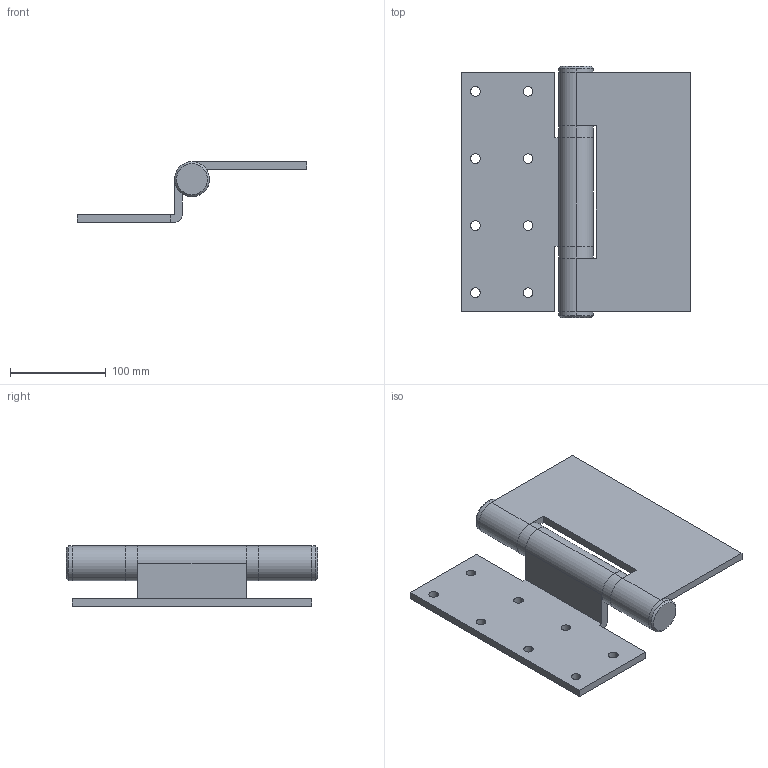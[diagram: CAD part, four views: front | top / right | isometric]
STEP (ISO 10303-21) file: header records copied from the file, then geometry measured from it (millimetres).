
FILE_DESCRIPTION (( 'STEP AP203' ), '1' );
FILE_NAME ('B-1328-1.STEP', '2008-12-26T07:22:23', ( ' ' ), ( ' ' ), 'SwSTEP 2.0', 'SolidWorks 2007', '' );
FILE_SCHEMA (( 'CONFIG_CONTROL_DESIGN' ));
Length unit declared in the file: millimetre
Products named in the file (5): B-1328-1僸儞僕A__棉太倌; B-1328-1僸儞僕B__棉太倌; B-1328-1; B-1328-1幉__棉太倌; B-1328-1僇儔乕__棉太倌
Assembly tree (5 placements, depth 2):
  B-1328-1
    B-1328-1僇儔乕__棉太倌  x2
    B-1328-1僸儞僕A__棉太倌
    B-1328-1幉__棉太倌
    B-1328-1僸儞僕B__棉太倌
Bounding box: 240 x 262 x 63.25 mm (x, y, z)
Volume: 700658.8 mm3; surface area: 189680 mm2
Topology: 5 solids, 5 shells, 75 faces, 185 edges, 122 vertices
Faces by surface type: cylinder 44, plane 27, cone 4
Entity records: 2702 total; most frequent: DIRECTION 411, CARTESIAN_POINT 364, ORIENTED_EDGE 346, EDGE_CURVE 173, AXIS2_PLACEMENT_3D 161, VERTEX_POINT 114, EDGE_LOOP 95, LINE 89
